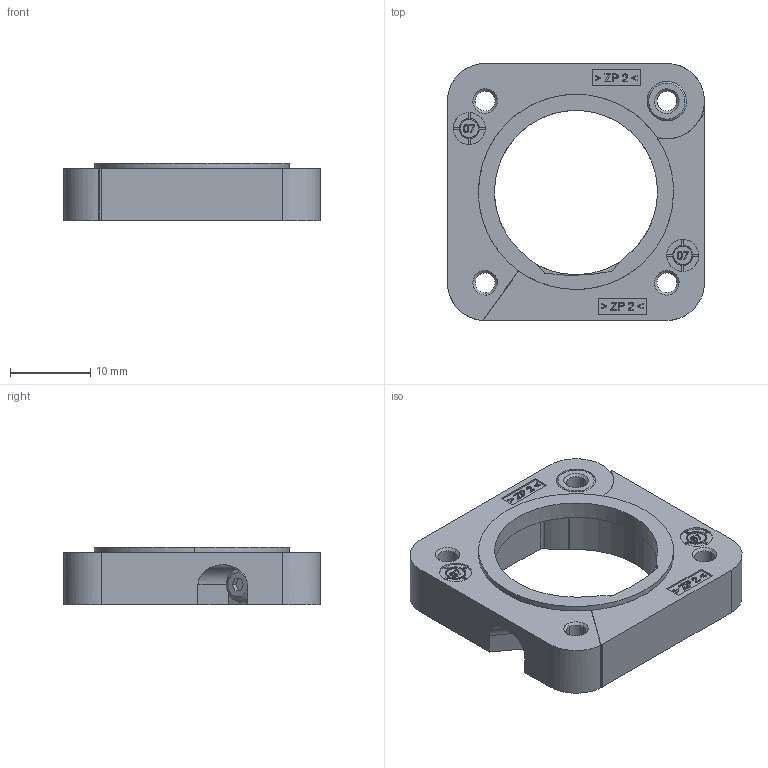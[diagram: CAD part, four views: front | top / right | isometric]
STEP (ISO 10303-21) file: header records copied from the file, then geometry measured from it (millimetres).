
FILE_DESCRIPTION (( 'STEP AP214' ), '1' );
FILE_NAME ('0186-0951_MC01-F!R.STEP', '2019-11-13T09:38:00', ( '' ), ( '' ), 'SwSTEP 2.0', 'SolidWorks 2019', '' );
FILE_SCHEMA (( 'AUTOMOTIVE_DESIGN' ));
Length unit declared in the file: millimetre
Products named in the file (1): 0186-0951_MC01-F!R
Bounding box: 32 x 32 x 7.2 mm (x, y, z)
Surface area: 2959.9 mm2 (no closed solid volume)
Topology: 0 solids, 3 shells, 368 faces, 982 edges, 646 vertices
Faces by surface type: plane 207, cylinder 71, bspline 60, cone 30
Entity records: 13968 total; most frequent: CARTESIAN_POINT 5437, ORIENTED_EDGE 1960, DIRECTION 1380, EDGE_CURVE 982, VERTEX_POINT 646, VECTOR 622, LINE 622, EDGE_LOOP 406
